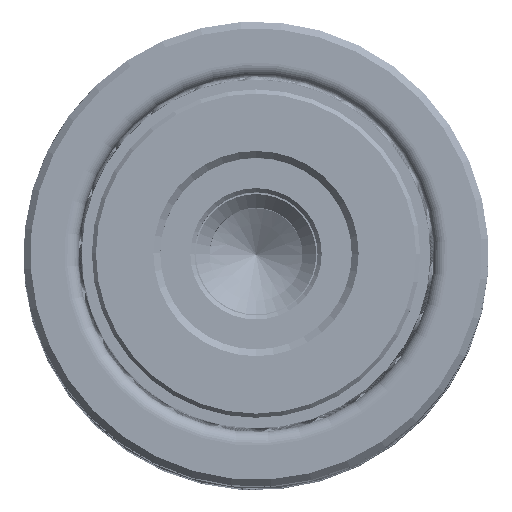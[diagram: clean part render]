
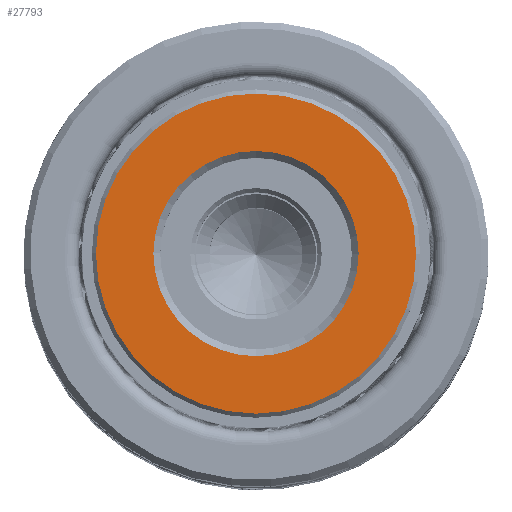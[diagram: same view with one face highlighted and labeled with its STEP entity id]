
A CAD part, top view. The second image highlights one B-rep face of the part: STEP entity #27793.
In plain terms, the highlighted face is planar.
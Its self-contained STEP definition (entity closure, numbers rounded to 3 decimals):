
#43 = CARTESIAN_POINT ( 'NONE',  ( 11.7, 0., 0. ) ) ;
#641 = ORIENTED_EDGE ( 'NONE', *, *, #15830, .T. ) ;
#827 = CARTESIAN_POINT ( 'NONE',  ( 0., 0., 0. ) ) ;
#2287 = CIRCLE ( 'NONE', #32603, 11.7 ) ;
#3308 = CARTESIAN_POINT ( 'NONE',  ( -11.7, 0., 0. ) ) ;
#4077 = DIRECTION ( 'NONE',  ( 1., 0., 0. ) ) ;
#6066 = FACE_BOUND ( 'NONE', #17827, .T. ) ;
#7077 = EDGE_LOOP ( 'NONE', ( #32468, #7289 ) ) ;
#7289 = ORIENTED_EDGE ( 'NONE', *, *, #13152, .T. ) ;
#7491 = DIRECTION ( 'NONE',  ( 0., 0., -1. ) ) ;
#7770 = DIRECTION ( 'NONE',  ( 0., 0., 1. ) ) ;
#8251 = CIRCLE ( 'NONE', #25296, 11.7 ) ;
#8638 = CARTESIAN_POINT ( 'NONE',  ( 0., 0., 0. ) ) ;
#8836 = AXIS2_PLACEMENT_3D ( 'NONE', #827, #23738, #4077 ) ;
#9732 = CIRCLE ( 'NONE', #8836, 7.5 ) ;
#11914 = DIRECTION ( 'NONE',  ( 1., 0., 0. ) ) ;
#13152 = EDGE_CURVE ( 'NONE', #31370, #31380, #8251, .T. ) ;
#14762 = FACE_OUTER_BOUND ( 'NONE', #7077, .T. ) ;
#15030 = CARTESIAN_POINT ( 'NONE',  ( 0., 0., 0. ) ) ;
#15440 = DIRECTION ( 'NONE',  ( 1., 0., 0. ) ) ;
#15547 = CIRCLE ( 'NONE', #35130, 7.5 ) ;
#15830 = EDGE_CURVE ( 'NONE', #24751, #34535, #9732, .T. ) ;
#17827 = EDGE_LOOP ( 'NONE', ( #641, #36535 ) ) ;
#21777 = PLANE ( 'NONE',  #32008 ) ;
#22252 = CARTESIAN_POINT ( 'NONE',  ( -7.5, 0., 0. ) ) ;
#23637 = CARTESIAN_POINT ( 'NONE',  ( 7.5, 0., 0. ) ) ;
#23738 = DIRECTION ( 'NONE',  ( 0., 0., 1. ) ) ;
#24175 = EDGE_CURVE ( 'NONE', #31380, #31370, #2287, .T. ) ;
#24751 = VERTEX_POINT ( 'NONE', #22252 ) ;
#25296 = AXIS2_PLACEMENT_3D ( 'NONE', #27123, #7491, #30459 ) ;
#27123 = CARTESIAN_POINT ( 'NONE',  ( 0., 0., 0. ) ) ;
#27427 = CARTESIAN_POINT ( 'NONE',  ( 0., 0., 0. ) ) ;
#27793 = ADVANCED_FACE ( 'NONE', ( #14762, #6066 ), #21777, .F. ) ;
#30459 = DIRECTION ( 'NONE',  ( 1., 0., 0. ) ) ;
#30753 = DIRECTION ( 'NONE',  ( 1., 0., 0. ) ) ;
#31370 = VERTEX_POINT ( 'NONE', #3308 ) ;
#31380 = VERTEX_POINT ( 'NONE', #43 ) ;
#31623 = DIRECTION ( 'NONE',  ( 0., 0., -1. ) ) ;
#32008 = AXIS2_PLACEMENT_3D ( 'NONE', #15030, #35151, #15440 ) ;
#32468 = ORIENTED_EDGE ( 'NONE', *, *, #24175, .T. ) ;
#32603 = AXIS2_PLACEMENT_3D ( 'NONE', #8638, #31623, #11914 ) ;
#34535 = VERTEX_POINT ( 'NONE', #23637 ) ;
#35130 = AXIS2_PLACEMENT_3D ( 'NONE', #27427, #7770, #30753 ) ;
#35151 = DIRECTION ( 'NONE',  ( 0., 0., 1. ) ) ;
#36292 = EDGE_CURVE ( 'NONE', #34535, #24751, #15547, .T. ) ;
#36535 = ORIENTED_EDGE ( 'NONE', *, *, #36292, .T. ) ;
